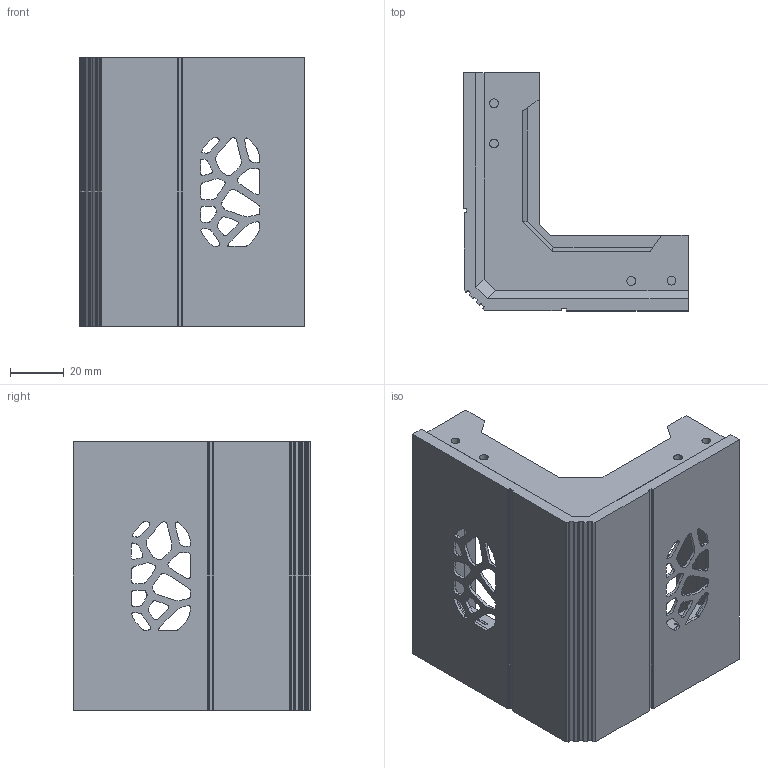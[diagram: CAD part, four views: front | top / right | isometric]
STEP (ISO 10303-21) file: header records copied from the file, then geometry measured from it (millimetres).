
FILE_DESCRIPTION(('HOOPS Exchange Step'),'2;1');
FILE_NAME('LED Backlit Corner Reversed.stp','2026-02-25T14:57:37-05:00',('RED'),('Unknown organisation'),'HOOPS Exchange 2025.8','HOOPS Exchange','Unknown authorisation');
FILE_SCHEMA( ('AP203_CONFIGURATION_CONTROLLED_3D_DESIGN_OF_MECHANICAL_PARTS_AND_ASSEMBLIES_MIM_LF') );
Length unit declared in the file: millimetre
Products named in the file (1): root
Bounding box: 83.45 x 88.45 x 100 mm (x, y, z)
Volume: 175354.2 mm3; surface area: 51009.6 mm2
Topology: 1 solids, 1 shells, 306 faces, 896 edges, 592 vertices
Faces by surface type: plane 129, bspline 102, cylinder 75
Full cylindrical faces by diameter (mm): 3.2 x3, 3.3 x4, 4.7 x2
Entity records: 16979 total; most frequent: CARTESIAN_POINT 9286, ORIENTED_EDGE 1792, DIRECTION 1257, EDGE_CURVE 896, VERTEX_POINT 592, VECTOR 527, LINE 527, AXIS2_PLACEMENT_3D 365
